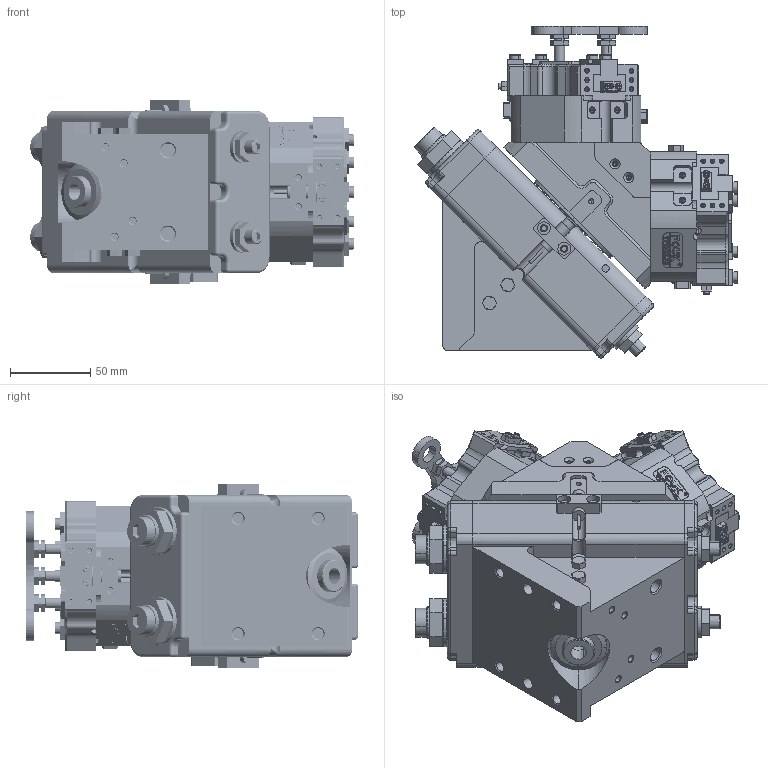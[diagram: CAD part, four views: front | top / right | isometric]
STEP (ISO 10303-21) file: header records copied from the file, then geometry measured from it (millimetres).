
FILE_DESCRIPTION (( 'STEP AP203' ), '1' );
FILE_NAME ('TG32-TZ55-94-0¡ã.STEP', '2024-12-18T09:06:10', ( 'USER-' ), ( 'Microsoft' ), 'SwSTEP 2.0', 'SolidWorks 2018', '' );
FILE_SCHEMA (( 'CONFIG_CONTROL_DESIGN' ));
Length unit declared in the file: millimetre
Products named in the file (55): TZ55-94-C28杅耀.sldasm-Part-15; 茞癹弇蹟譫; TZ55-94-C28杅耀.sldasm-Part-22; TG32.sldasm-Part-83; TZ55-94-C28杅耀.sldasm-Part-17; TZ55-94-C28杅耀.sldasm-Part-2; 埴翐芛_GB_FASTENER_SCREWS_HSHCS M2X8-N; TZ55-94-C28杅耀; TG32-M-12茞癹弇傷裔; TZ55-94-C28杅耀.sldasm-Part-28; TG32.sldasm-Part-72; 揤輸杅耀.sldasm-Part-9; 茞癹弇蹟恇裝; TZ55-94-C28杅耀.sldasm-Part-25; TZ55-94-C28杅耀.sldasm-Part-7; TZ55-94-C28杅耀.sldasm-Part-16; TG32.sldasm-Part-80; TZ55-94-C28杅耀.sldasm-Part-10; TG32.sldasm-Part-68; TG32.sldasm-Part-70; TG32.sldasm-Part-84; TG32.sldasm-Part-77; TZ55-94-杅耀; TZ55-94-C28杅耀.sldasm-Part-26; 茞癹弇傷裔菜え; TG32-TZ55-94-0°; TZ55-94-C28杅耀.sldasm-Part-29; TZ55-94-C28杅耀.sldasm-Part-21; TG32.sldasm-Part-90; TG32-M-05 遣喳傷裔; TG32.sldasm-Part-63; 揤輸蚾饜极; TZ55-94-C28杅耀.sldasm-Part-14; TG32.sldasm-Part-60; TZ55-94-C28杅耀.sldasm-Part-4; TZ55-94-C28杅耀.sldasm-Part-27; TG32.sldasm-Part-71; TG32.sldasm-Part-92; TZ55-94-C28杅耀.sldasm-Part-24; TG32 ...
Assembly tree (88 placements, depth 4):
  TG32-TZ55-94-0°
    TG32
      TG32.sldasm-Part-59  x2
      TG32.sldasm-Part-60
      TG32.sldasm-Part-61
      TG32.sldasm-Part-62
      TG32.sldasm-Part-63
      TG32.sldasm-Part-68
      TG32.sldasm-Part-69
      TG32.sldasm-Part-70
      TG32.sldasm-Part-71
      TG32.sldasm-Part-72
      TG32.sldasm-Part-76
      TG32.sldasm-Part-77
      TG32.sldasm-Part-80
      TG32.sldasm-Part-82
      TG32.sldasm-Part-83
      TG32.sldasm-Part-84
      TG32.sldasm-Part-86
      TG32.sldasm-Part-90
      TG32.sldasm-Part-92
      TG32-M-05 遣喳傷裔
      TG32-M-12茞癹弇傷裔
      TG32-M-02 眻褒輸
      茞癹弇傷裔菜え  x2
      茞癹弇蹟恇裝  x2
      茞癹弇蹟譫  x2
      25x12-R3
    TZ55-94-C28杅耀
      TZ55-94-C28杅耀.sldasm-Part-1
      TZ55-94-C28杅耀.sldasm-Part-2
      TZ55-94-C28杅耀.sldasm-Part-4
      TZ55-94-C28杅耀.sldasm-Part-7  x2
      TZ55-94-C28杅耀.sldasm-Part-10
      TZ55-94-C28杅耀.sldasm-Part-12
      TZ55-94-C28杅耀.sldasm-Part-15
      TZ55-94-C28杅耀.sldasm-Part-16
      TZ55-94-C28杅耀.sldasm-Part-17
      TZ55-94-C28杅耀.sldasm-Part-19  x3
      TZ55-94-C28杅耀.sldasm-Part-20
      TZ55-94-C28杅耀.sldasm-Part-21
      TZ55-94-C28杅耀.sldasm-Part-22
      TZ55-94-C28杅耀.sldasm-Part-23
      TZ55-94-C28杅耀.sldasm-Part-24
      TZ55-94-C28杅耀.sldasm-Part-25
      TZ55-94-C28杅耀.sldasm-Part-26
      TZ55-94-C28杅耀.sldasm-Part-27
      TZ55-94-C28杅耀.sldasm-Part-28
      TZ55-94-C28杅耀.sldasm-Part-29
      8-18換覜ん  x2
      揤輸蚾饜极  x3
        揤輸杅耀.sldasm-Part-9
        埴翐芛_GB_FASTENER_SCREWS_HSHCS M2X8-N
      25x12-R3
    TZ55-94-杅耀
      TZ55-94-C28杅耀.sldasm-Part-1
      TZ55-94-C28杅耀.sldasm-Part-2
      TZ55-94-C28杅耀.sldasm-Part-4
      TZ55-94-C28杅耀.sldasm-Part-10
      TZ55-94-C28杅耀.sldasm-Part-12
Bounding box: 201.95 x 207.15 x 115 mm (x, y, z)
Volume: 1988443 mm3; surface area: 325209.8 mm2
Topology: 94 solids, 187 shells, 4804 faces, 11949 edges, 7603 vertices
Faces by surface type: plane 2260, cylinder 1248, cone 768, bspline 467, torus 51, sphere 10
Entity records: 81787 total; most frequent: CARTESIAN_POINT 19226, DIRECTION 11748, ORIENTED_EDGE 11322, EDGE_CURVE 5661, AXIS2_PLACEMENT_3D 4206, VERTEX_POINT 3670, VECTOR 3336, LINE 3336
